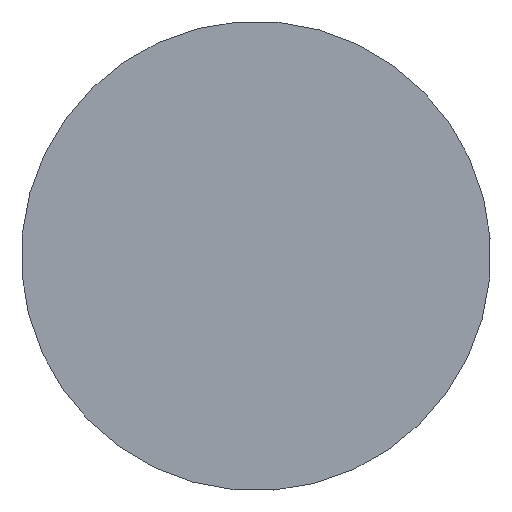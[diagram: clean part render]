
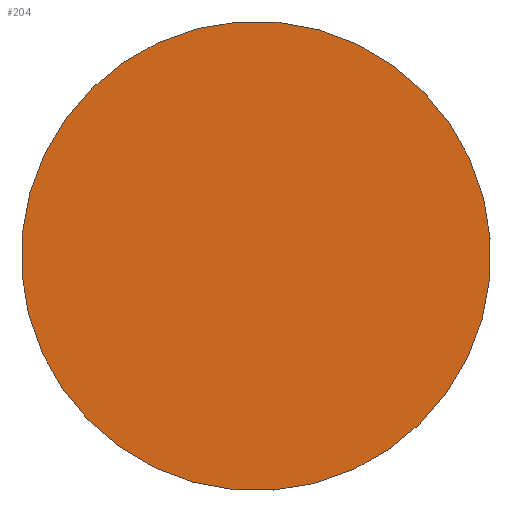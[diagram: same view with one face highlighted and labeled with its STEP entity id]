
A CAD part, left-side view. The second image highlights one B-rep face of the part: STEP entity #204.
In plain terms, the highlighted planar face has unit normal (-1, 0, 0).
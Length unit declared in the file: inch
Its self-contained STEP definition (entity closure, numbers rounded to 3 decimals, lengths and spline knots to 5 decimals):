
#44 = AXIS2_PLACEMENT_3D ( 'NONE', #436, #244, #196 ) ;
#74 = CARTESIAN_POINT ( 'NONE',  ( -0.35, 0.07727, -0.00591 ) ) ;
#109 = DIRECTION ( 'NONE',  ( -1., 0., 0. ) ) ;
#119 = VERTEX_POINT ( 'NONE', #235 ) ;
#196 = DIRECTION ( 'NONE',  ( 0., -0.076, -0.997 ) ) ;
#204 = ADVANCED_FACE ( 'NONE', ( #486 ), #348, .T. ) ;
#235 = CARTESIAN_POINT ( 'NONE',  ( -0.35, -0.00591, -0.07727 ) ) ;
#244 = DIRECTION ( 'NONE',  ( 1., 0., 0. ) ) ;
#308 = EDGE_CURVE ( 'NONE', #119, #119, #316, .T. ) ;
#316 = CIRCLE ( 'NONE', #44, 0.0775 ) ;
#344 = DIRECTION ( 'NONE',  ( 0., 0.076, 0.997 ) ) ;
#348 = PLANE ( 'NONE',  #351 ) ;
#351 = AXIS2_PLACEMENT_3D ( 'NONE', #74, #109, #344 ) ;
#404 = ORIENTED_EDGE ( 'NONE', *, *, #308, .F. ) ;
#436 = CARTESIAN_POINT ( 'NONE',  ( -0.35, 0., 0. ) ) ;
#484 = EDGE_LOOP ( 'NONE', ( #404 ) ) ;
#486 = FACE_OUTER_BOUND ( 'NONE', #484, .T. ) ;
